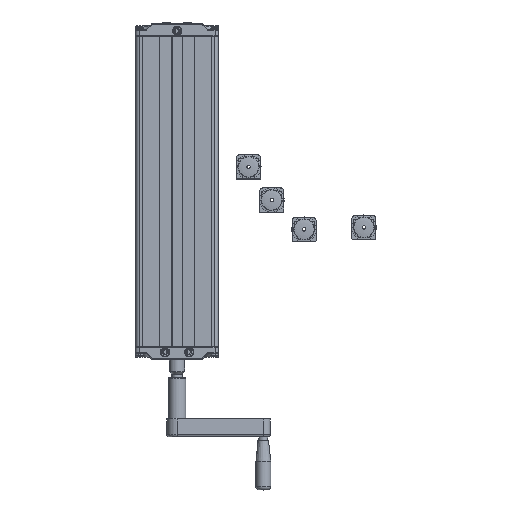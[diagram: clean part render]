
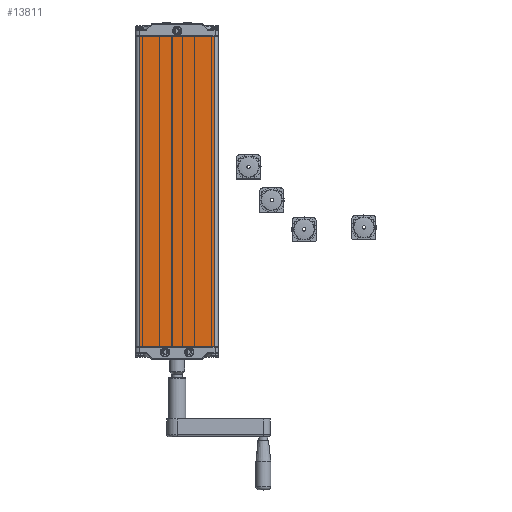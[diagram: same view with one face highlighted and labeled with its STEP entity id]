
A CAD part, top view. The second image highlights one B-rep face of the part: STEP entity #13811.
In plain terms, the highlighted planar face has unit normal (0, 0, 1).
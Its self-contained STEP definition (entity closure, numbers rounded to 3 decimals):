
#2085=FACE_OUTER_BOUND('',#2949,.T.);
#2949=EDGE_LOOP('',(#9271,#9272,#9273,#9274));
#3885=LINE('',#21718,#4867);
#3886=LINE('',#21720,#4868);
#3887=LINE('',#21722,#4869);
#3888=LINE('',#21723,#4870);
#4867=VECTOR('',#17008,449.5);
#4868=VECTOR('',#17009,108.);
#4869=VECTOR('',#17010,449.5);
#4870=VECTOR('',#17011,108.);
#5849=VERTEX_POINT('',#21716);
#5850=VERTEX_POINT('',#21717);
#5851=VERTEX_POINT('',#21719);
#5852=VERTEX_POINT('',#21721);
#7152=EDGE_CURVE('',#5849,#5850,#3885,.F.);
#7153=EDGE_CURVE('',#5850,#5851,#3886,.T.);
#7154=EDGE_CURVE('',#5851,#5852,#3887,.T.);
#7155=EDGE_CURVE('',#5852,#5849,#3888,.F.);
#9271=ORIENTED_EDGE('',*,*,#7152,.T.);
#9272=ORIENTED_EDGE('',*,*,#7153,.T.);
#9273=ORIENTED_EDGE('',*,*,#7154,.T.);
#9274=ORIENTED_EDGE('',*,*,#7155,.T.);
#13509=PLANE('',#15138);
#13811=ADVANCED_FACE('',(#2085),#13509,.T.);
#15138=AXIS2_PLACEMENT_3D('',#21715,#17006,#17007);
#17006=DIRECTION('center_axis',(0.,0.,1.));
#17007=DIRECTION('ref_axis',(1.,0.,0.));
#17008=DIRECTION('',(0.,-1.,0.));
#17009=DIRECTION('',(-1.,0.,0.));
#17010=DIRECTION('',(0.,-1.,0.));
#17011=DIRECTION('',(-1.,0.,0.));
#21715=CARTESIAN_POINT('Origin',(60.,450.5,30.));
#21716=CARTESIAN_POINT('',(54.,0.5,30.));
#21717=CARTESIAN_POINT('',(54.,450.,30.));
#21718=CARTESIAN_POINT('',(54.,450.,30.));
#21719=CARTESIAN_POINT('',(-54.,450.,30.));
#21720=CARTESIAN_POINT('',(54.,450.,30.));
#21721=CARTESIAN_POINT('',(-54.,0.5,30.));
#21722=CARTESIAN_POINT('',(-54.,450.,30.));
#21723=CARTESIAN_POINT('',(54.,0.5,30.));
